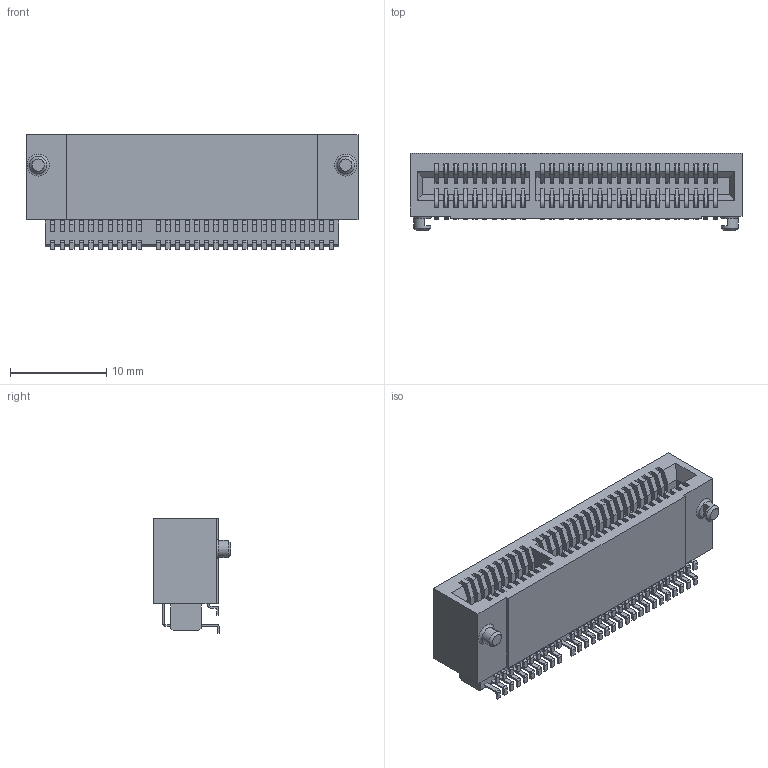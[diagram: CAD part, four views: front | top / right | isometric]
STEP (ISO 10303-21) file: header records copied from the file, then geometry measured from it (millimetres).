
FILE_DESCRIPTION(/* description */ ('STEP AP214'),/* implementation_level */ '2;1');
FILE_NAME(/* name */ 'MEC1-130-02-F-D-RA1-SL',/* time_stamp */ '2022-09-01T16:59:17+02:00',/* author */ ('License CC BY-ND 4.0'),/* organization */ ('CADENAS'),/* preprocessor_version */ 'ST-DEVELOPER v18.102',/* originating_system */ 'PARTsolutions',/* authorisation */ ' ');
FILE_SCHEMA (('AUTOMOTIVE_DESIGN {1 0 10303 214 3 1 1}'));
Length unit declared in the file: inch
Products named in the file (3): MEC1-130-02-F-D-RA1-SL; MEC1-130-02-D-RA1_pins; MEC1-130-02-D-RA1_socket
Assembly tree (2 placements, depth 2):
  MEC1-130-02-F-D-RA1-SL
    MEC1-130-02-D-RA1_pins
    MEC1-130-02-D-RA1_socket
Bounding box: 34.54 x 8.08 x 11.96 mm (x, y, z)
Volume: 1612.4 mm3; surface area: 4531.6 mm2
Topology: 2 solids, 2 shells, 1855 faces, 5527 edges, 3681 vertices
Faces by surface type: plane 1385, cylinder 466, cone 2, torus 2
Full cylindrical faces by diameter (mm): 1.778 x2
Entity records: 61874 total; most frequent: CARTESIAN_POINT 11054, ORIENTED_EDGE 11036, DIRECTION 10174, EDGE_CURVE 5518, LINE 4578, VECTOR 4578, VERTEX_POINT 3678, AXIS2_PLACEMENT_3D 2798
